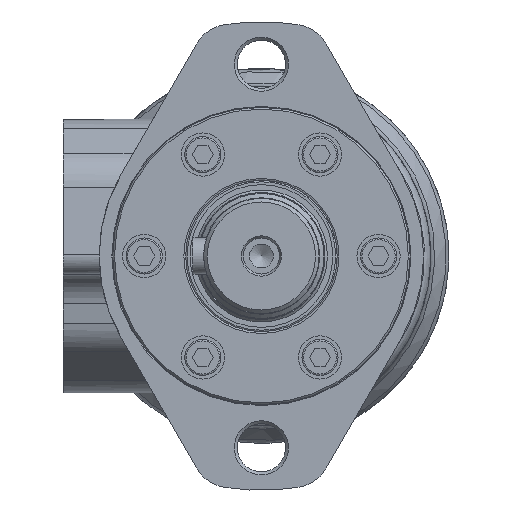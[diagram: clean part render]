
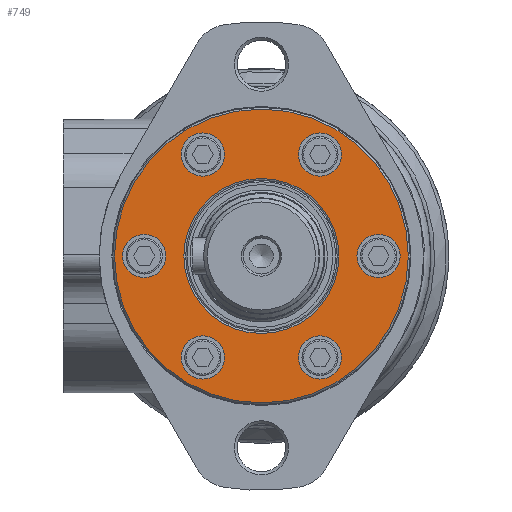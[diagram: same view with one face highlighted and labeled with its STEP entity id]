
A CAD part, left-side view. The second image highlights one B-rep face of the part: STEP entity #749.
In plain terms, the highlighted planar face has unit normal (-1, 0, 0).
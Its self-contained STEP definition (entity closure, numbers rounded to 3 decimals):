
#749 = ADVANCED_FACE( '', ( #1738, #1739, #1740, #1741, #1742, #1743, #1744, #1745 ), #1746, .F. );
#1738 = FACE_OUTER_BOUND( '', #3086, .T. );
#1739 = FACE_BOUND( '', #3087, .T. );
#1740 = FACE_BOUND( '', #3088, .T. );
#1741 = FACE_BOUND( '', #3089, .T. );
#1742 = FACE_BOUND( '', #3090, .T. );
#1743 = FACE_BOUND( '', #3091, .T. );
#1744 = FACE_BOUND( '', #3092, .T. );
#1745 = FACE_BOUND( '', #3093, .T. );
#1746 = PLANE( '', #3094 );
#3086 = EDGE_LOOP( '', ( #4939 ) );
#3087 = EDGE_LOOP( '', ( #4940 ) );
#3088 = EDGE_LOOP( '', ( #4941 ) );
#3089 = EDGE_LOOP( '', ( #4942 ) );
#3090 = EDGE_LOOP( '', ( #4943 ) );
#3091 = EDGE_LOOP( '', ( #4944 ) );
#3092 = EDGE_LOOP( '', ( #4945 ) );
#3093 = EDGE_LOOP( '', ( #4946 ) );
#3094 = AXIS2_PLACEMENT_3D( '', #4947, #4948, #4949 );
#4939 = ORIENTED_EDGE( '', *, *, #7688, .F. );
#4940 = ORIENTED_EDGE( '', *, *, #7689, .F. );
#4941 = ORIENTED_EDGE( '', *, *, #7690, .T. );
#4942 = ORIENTED_EDGE( '', *, *, #7691, .T. );
#4943 = ORIENTED_EDGE( '', *, *, #7692, .T. );
#4944 = ORIENTED_EDGE( '', *, *, #7693, .T. );
#4945 = ORIENTED_EDGE( '', *, *, #7526, .T. );
#4946 = ORIENTED_EDGE( '', *, *, #7672, .T. );
#4947 = CARTESIAN_POINT( '', ( 0., 0., 0. ) );
#4948 = DIRECTION( '', ( 1., 0., 0. ) );
#4949 = DIRECTION( '', ( 0., 0., -1. ) );
#7526 = EDGE_CURVE( '', #8943, #8943, #8944, .T. );
#7672 = EDGE_CURVE( '', #9180, #9180, #9181, .T. );
#7688 = EDGE_CURVE( '', #9205, #9205, #9206, .T. );
#7689 = EDGE_CURVE( '', #9207, #9207, #9208, .F. );
#7690 = EDGE_CURVE( '', #9209, #9209, #9210, .T. );
#7691 = EDGE_CURVE( '', #9211, #9211, #9212, .T. );
#7692 = EDGE_CURVE( '', #9213, #9213, #9214, .T. );
#7693 = EDGE_CURVE( '', #9215, #9215, #9216, .T. );
#8943 = VERTEX_POINT( '', #11179 );
#8944 = CIRCLE( '', #11180, 6. );
#9180 = VERTEX_POINT( '', #11751 );
#9181 = CIRCLE( '', #11752, 21.5 );
#9205 = VERTEX_POINT( '', #11789 );
#9206 = CIRCLE( '', #11790, 40.75 );
#9207 = VERTEX_POINT( '', #11791 );
#9208 = CIRCLE( '', #11792, 6. );
#9209 = VERTEX_POINT( '', #11793 );
#9210 = CIRCLE( '', #11794, 6. );
#9211 = VERTEX_POINT( '', #11795 );
#9212 = CIRCLE( '', #11796, 6. );
#9213 = VERTEX_POINT( '', #11797 );
#9214 = CIRCLE( '', #11798, 6. );
#9215 = VERTEX_POINT( '', #11799 );
#9216 = CIRCLE( '', #11800, 6. );
#11179 = CARTESIAN_POINT( '', ( 0., 16.25, 22.146 ) );
#11180 = AXIS2_PLACEMENT_3D( '', #13904, #13905, #13906 );
#11751 = CARTESIAN_POINT( '', ( 0., 0., -21.5 ) );
#11752 = AXIS2_PLACEMENT_3D( '', #14095, #14096, #14097 );
#11789 = CARTESIAN_POINT( '', ( 0., 0., -40.75 ) );
#11790 = AXIS2_PLACEMENT_3D( '', #14109, #14110, #14111 );
#11791 = CARTESIAN_POINT( '', ( 0., 32.5, -6. ) );
#11792 = AXIS2_PLACEMENT_3D( '', #14112, #14113, #14114 );
#11793 = CARTESIAN_POINT( '', ( 0., 16.25, -34.146 ) );
#11794 = AXIS2_PLACEMENT_3D( '', #14115, #14116, #14117 );
#11795 = CARTESIAN_POINT( '', ( 0., -16.25, -34.146 ) );
#11796 = AXIS2_PLACEMENT_3D( '', #14118, #14119, #14120 );
#11797 = CARTESIAN_POINT( '', ( 0., -32.5, -6. ) );
#11798 = AXIS2_PLACEMENT_3D( '', #14121, #14122, #14123 );
#11799 = CARTESIAN_POINT( '', ( 0., -16.25, 22.146 ) );
#11800 = AXIS2_PLACEMENT_3D( '', #14124, #14125, #14126 );
#13904 = CARTESIAN_POINT( '', ( 0., 16.25, 28.146 ) );
#13905 = DIRECTION( '', ( 1., 0., 0. ) );
#13906 = DIRECTION( '', ( 0., 0., -1. ) );
#14095 = CARTESIAN_POINT( '', ( 0., 0., 0. ) );
#14096 = DIRECTION( '', ( 1., 0., 0. ) );
#14097 = DIRECTION( '', ( 0., 0., -1. ) );
#14109 = CARTESIAN_POINT( '', ( 0., 0., 0. ) );
#14110 = DIRECTION( '', ( 1., 0., 0. ) );
#14111 = DIRECTION( '', ( 0., 0., -1. ) );
#14112 = CARTESIAN_POINT( '', ( 0., 32.5, 0. ) );
#14113 = DIRECTION( '', ( 1., 0., 0. ) );
#14114 = DIRECTION( '', ( 0., 0., -1. ) );
#14115 = CARTESIAN_POINT( '', ( 0., 16.25, -28.146 ) );
#14116 = DIRECTION( '', ( 1., 0., 0. ) );
#14117 = DIRECTION( '', ( 0., 0., -1. ) );
#14118 = CARTESIAN_POINT( '', ( 0., -16.25, -28.146 ) );
#14119 = DIRECTION( '', ( 1., 0., 0. ) );
#14120 = DIRECTION( '', ( 0., 0., -1. ) );
#14121 = CARTESIAN_POINT( '', ( 0., -32.5, 0. ) );
#14122 = DIRECTION( '', ( 1., 0., 0. ) );
#14123 = DIRECTION( '', ( 0., 0., -1. ) );
#14124 = CARTESIAN_POINT( '', ( 0., -16.25, 28.146 ) );
#14125 = DIRECTION( '', ( 1., 0., 0. ) );
#14126 = DIRECTION( '', ( 0., 0., -1. ) );
